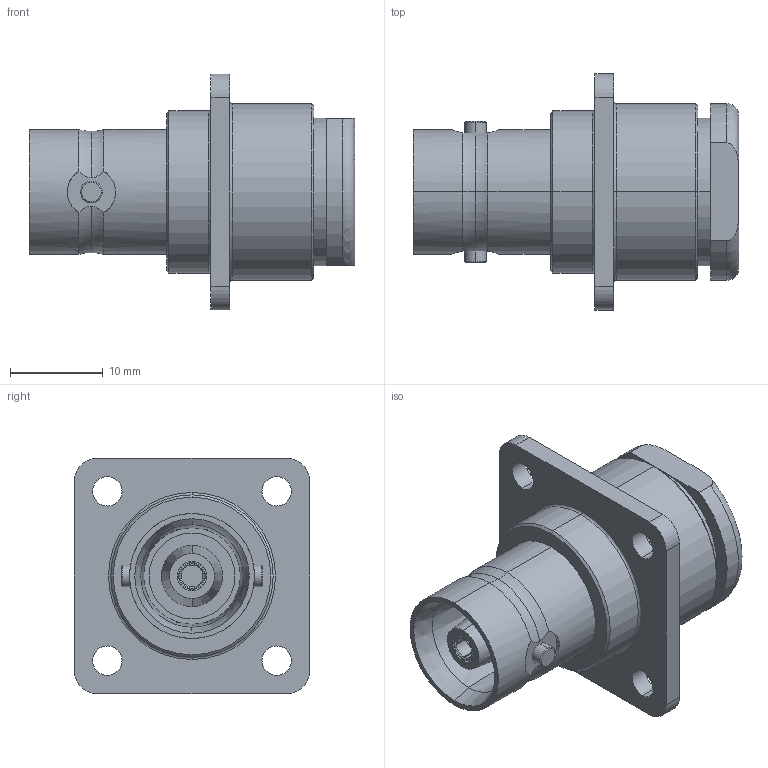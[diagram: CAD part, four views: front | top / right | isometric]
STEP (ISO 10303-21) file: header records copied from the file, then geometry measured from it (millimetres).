
FILE_DESCRIPTION (( 'STEP AP203' ), '1' );
FILE_NAME ('PE4CO1013.step', '2019-04-10T23:13:30', ( '' ), ( '' ), 'SwSTEP 2.0', 'SolidWorks 2018', '' );
FILE_SCHEMA (( 'CONFIG_CONTROL_DESIGN' ));
Length unit declared in the file: inch
Products named in the file (1): PE4CO1013
Bounding box: 35.05 x 25.4 x 25.4 mm (x, y, z)
Volume: 6128.4 mm3; surface area: 4328.1 mm2
Topology: 1 solids, 1 shells, 114 faces, 277 edges, 177 vertices
Faces by surface type: cylinder 42, plane 40, cone 20, torus 12
Entity records: 3635 total; most frequent: CARTESIAN_POINT 797, DIRECTION 614, ORIENTED_EDGE 554, EDGE_CURVE 277, AXIS2_PLACEMENT_3D 254, VERTEX_POINT 177, CIRCLE 139, EDGE_LOOP 134
